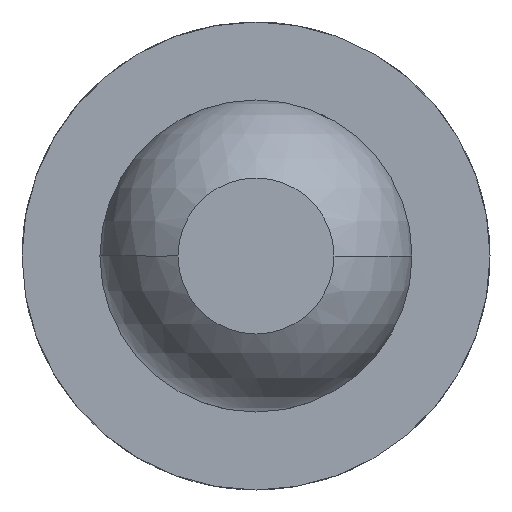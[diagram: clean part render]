
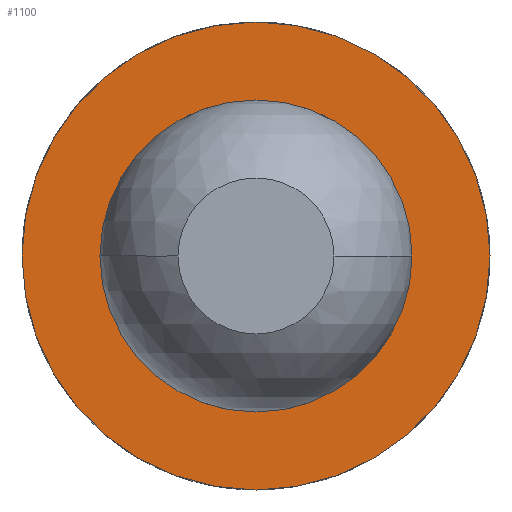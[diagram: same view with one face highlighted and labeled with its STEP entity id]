
A CAD part, front view. The second image highlights one B-rep face of the part: STEP entity #1100.
In plain terms, the highlighted planar face has unit normal (0, -1, 0).
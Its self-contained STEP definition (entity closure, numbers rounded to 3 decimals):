
#136 = DIRECTION ( 'NONE',  ( -1., 0., 0. ) ) ;
#681 = AXIS2_PLACEMENT_3D ( 'NONE', #1275, #1289, #3380 ) ;
#699 = ORIENTED_EDGE ( 'NONE', *, *, #2713, .T. ) ;
#740 = DIRECTION ( 'NONE',  ( 0., 1., 0. ) ) ;
#750 = AXIS2_PLACEMENT_3D ( 'NONE', #1012, #2836, #3170 ) ;
#803 = CIRCLE ( 'NONE', #3576, 0.75 ) ;
#857 = CARTESIAN_POINT ( 'NONE',  ( 0., 15.5, 0. ) ) ;
#942 = AXIS2_PLACEMENT_3D ( 'NONE', #1299, #740, #136 ) ;
#953 = ORIENTED_EDGE ( 'NONE', *, *, #1749, .F. ) ;
#1012 = CARTESIAN_POINT ( 'NONE',  ( 0.75, 15.5, 0. ) ) ;
#1100 = ADVANCED_FACE ( 'Defeature ausgef�hrt2_6', ( #2882, #3081 ), #2809, .F. ) ;
#1218 = AXIS2_PLACEMENT_3D ( 'NONE', #857, #3537, #3861 ) ;
#1275 = CARTESIAN_POINT ( 'NONE',  ( 0., 15.5, 0. ) ) ;
#1281 = CARTESIAN_POINT ( 'NONE',  ( -0.75, 15.5, 0. ) ) ;
#1289 = DIRECTION ( 'NONE',  ( 0., 1., 0. ) ) ;
#1299 = CARTESIAN_POINT ( 'NONE',  ( 0., 15.5, 0. ) ) ;
#1435 = ORIENTED_EDGE ( 'NONE', *, *, #3255, .T. ) ;
#1509 = EDGE_LOOP ( 'NONE', ( #1817, #953 ) ) ;
#1564 = CARTESIAN_POINT ( 'NONE',  ( 0.375, 15.5, 0. ) ) ;
#1594 = CARTESIAN_POINT ( 'NONE',  ( 0.75, 15.5, 0. ) ) ;
#1708 = DIRECTION ( 'NONE',  ( -1., 0., 0. ) ) ;
#1749 = EDGE_CURVE ( 'Defeature ausgef�hrt2_5+Defeature ausgef�hrt2_6+Defeature ausgef�hrt2_6+Defeature ausgef�hrt2_6', #3790, #2473, #2342, .T. ) ;
#1817 = ORIENTED_EDGE ( 'NONE', *, *, #3734, .F. ) ;
#2102 = EDGE_LOOP ( 'NONE', ( #699, #1435 ) ) ;
#2145 = CIRCLE ( 'NONE', #942, 0.375 ) ;
#2179 = VERTEX_POINT ( 'NONE', #1564 ) ;
#2331 = VERTEX_POINT ( 'NONE', #2955 ) ;
#2342 = CIRCLE ( 'NONE', #681, 0.75 ) ;
#2473 = VERTEX_POINT ( 'NONE', #1281 ) ;
#2713 = EDGE_CURVE ( 'Defeature ausgef�hrt2_6+Defeature ausgef�hrt2_7+Defeature ausgef�hrt2_7+Defeature ausgef�hrt2_7', #2331, #2179, #3401, .T. ) ;
#2809 = PLANE ( 'NONE',  #750 ) ;
#2836 = DIRECTION ( 'NONE',  ( 0., 1., 0. ) ) ;
#2882 = FACE_OUTER_BOUND ( 'NONE', #1509, .T. ) ;
#2955 = CARTESIAN_POINT ( 'NONE',  ( -0.375, 15.5, 0. ) ) ;
#3081 = FACE_BOUND ( 'NONE', #2102, .T. ) ;
#3170 = DIRECTION ( 'NONE',  ( -1., 0., 0. ) ) ;
#3216 = DIRECTION ( 'NONE',  ( 0., 1., 0. ) ) ;
#3255 = EDGE_CURVE ( 'Defeature ausgef�hrt2_6+Defeature ausgef�hrt2_7+Defeature ausgef�hrt2_7+Defeature ausgef�hrt2_7', #2179, #2331, #2145, .T. ) ;
#3380 = DIRECTION ( 'NONE',  ( -1., 0., 0. ) ) ;
#3401 = CIRCLE ( 'NONE', #1218, 0.375 ) ;
#3473 = CARTESIAN_POINT ( 'NONE',  ( 0., 15.5, 0. ) ) ;
#3537 = DIRECTION ( 'NONE',  ( 0., 1., 0. ) ) ;
#3576 = AXIS2_PLACEMENT_3D ( 'NONE', #3473, #3216, #1708 ) ;
#3734 = EDGE_CURVE ( 'Defeature ausgef�hrt2_5+Defeature ausgef�hrt2_6+Defeature ausgef�hrt2_6+Defeature ausgef�hrt2_6', #2473, #3790, #803, .T. ) ;
#3790 = VERTEX_POINT ( 'NONE', #1594 ) ;
#3861 = DIRECTION ( 'NONE',  ( -1., 0., 0. ) ) ;
